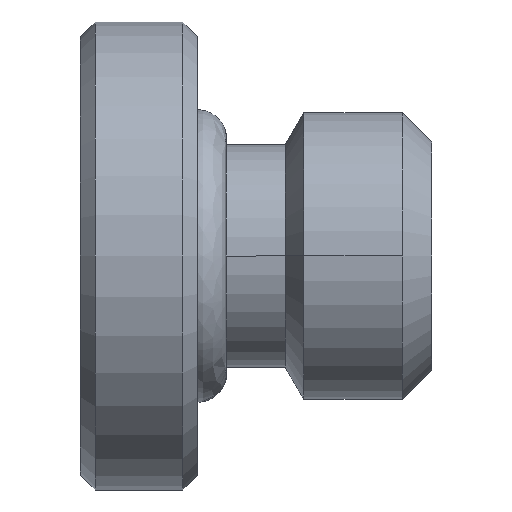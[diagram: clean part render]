
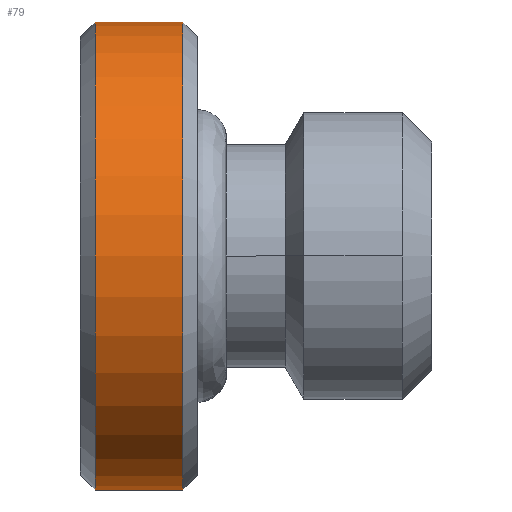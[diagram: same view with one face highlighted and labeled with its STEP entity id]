
A CAD part, left-side view. The second image highlights one B-rep face of the part: STEP entity #79.
In plain terms, the highlighted cylindrical face has radius 4 mm (diameter 8 mm), a partial arc.
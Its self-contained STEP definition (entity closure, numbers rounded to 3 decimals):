
#32 = VERTEX_POINT ( 'NONE', #278 ) ;
#54 = CARTESIAN_POINT ( 'NONE',  ( 0., 4.25, -4. ) ) ;
#68 = ORIENTED_EDGE ( 'NONE', *, *, #816, .F. ) ;
#79 = ADVANCED_FACE ( 'NONE', ( #157 ), #1367, .T. ) ;
#125 = EDGE_LOOP ( 'NONE', ( #68, #1140, #895, #411 ) ) ;
#157 = FACE_OUTER_BOUND ( 'NONE', #125, .T. ) ;
#210 = CIRCLE ( 'NONE', #258, 4. ) ;
#258 = AXIS2_PLACEMENT_3D ( 'NONE', #1185, #1306, #1170 ) ;
#278 = CARTESIAN_POINT ( 'NONE',  ( 0., 5.75, -4. ) ) ;
#282 = DIRECTION ( 'NONE',  ( 0., -1., 0. ) ) ;
#411 = ORIENTED_EDGE ( 'NONE', *, *, #1244, .T. ) ;
#431 = CARTESIAN_POINT ( 'NONE',  ( 0., 5.75, 4. ) ) ;
#546 = VERTEX_POINT ( 'NONE', #1552 ) ;
#550 = EDGE_CURVE ( 'NONE', #32, #1278, #210, .T. ) ;
#671 = CIRCLE ( 'NONE', #1464, 4. ) ;
#758 = DIRECTION ( 'NONE',  ( 0., 0., -1. ) ) ;
#770 = CARTESIAN_POINT ( 'NONE',  ( 0., 4.25, 0. ) ) ;
#816 = EDGE_CURVE ( 'NONE', #1278, #546, #1041, .T. ) ;
#875 = DIRECTION ( 'NONE',  ( 0., -1., 0. ) ) ;
#895 = ORIENTED_EDGE ( 'NONE', *, *, #1428, .T. ) ;
#924 = VECTOR ( 'NONE', #1316, 1000. ) ;
#1041 = LINE ( 'NONE', #1197, #924 ) ;
#1073 = LINE ( 'NONE', #1120, #1481 ) ;
#1120 = CARTESIAN_POINT ( 'NONE',  ( 0., 5.75, -4. ) ) ;
#1140 = ORIENTED_EDGE ( 'NONE', *, *, #550, .F. ) ;
#1170 = DIRECTION ( 'NONE',  ( 0., 0., -1. ) ) ;
#1185 = CARTESIAN_POINT ( 'NONE',  ( 0., 5.75, 0. ) ) ;
#1197 = CARTESIAN_POINT ( 'NONE',  ( 0., 5.75, 4. ) ) ;
#1238 = CARTESIAN_POINT ( 'NONE',  ( 0., 5.75, 0. ) ) ;
#1244 = EDGE_CURVE ( 'NONE', #1289, #546, #671, .T. ) ;
#1266 = DIRECTION ( 'NONE',  ( 0., 0., 1. ) ) ;
#1278 = VERTEX_POINT ( 'NONE', #431 ) ;
#1289 = VERTEX_POINT ( 'NONE', #54 ) ;
#1306 = DIRECTION ( 'NONE',  ( 0., 1., 0. ) ) ;
#1316 = DIRECTION ( 'NONE',  ( 0., -1., 0. ) ) ;
#1367 = CYLINDRICAL_SURFACE ( 'NONE', #1439, 4. ) ;
#1391 = DIRECTION ( 'NONE',  ( 0., 1., 0. ) ) ;
#1428 = EDGE_CURVE ( 'NONE', #32, #1289, #1073, .T. ) ;
#1439 = AXIS2_PLACEMENT_3D ( 'NONE', #1238, #282, #758 ) ;
#1464 = AXIS2_PLACEMENT_3D ( 'NONE', #770, #1391, #1266 ) ;
#1481 = VECTOR ( 'NONE', #875, 1000. ) ;
#1552 = CARTESIAN_POINT ( 'NONE',  ( 0., 4.25, 4. ) ) ;
